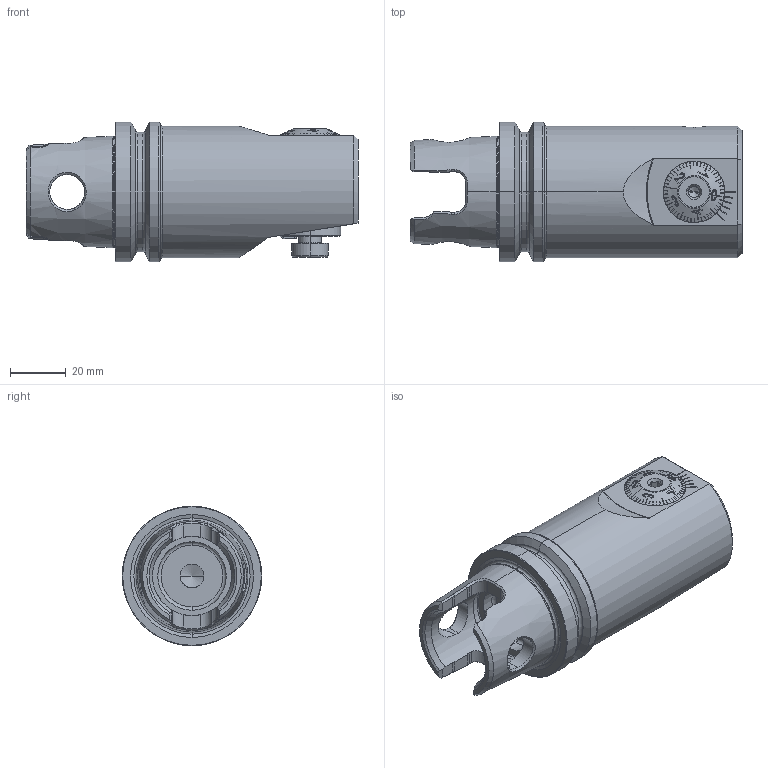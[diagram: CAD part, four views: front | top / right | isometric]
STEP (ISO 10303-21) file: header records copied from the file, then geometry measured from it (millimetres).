
FILE_DESCRIPTION (( 'STEP AP203' ), '1' );
FILE_NAME ('KM5.F42.051.090.STEP', '2024-08-27T07:40:58', ( '' ), ( '' ), 'SwSTEP 2.0', 'SolidWorks 2022', '' );
FILE_SCHEMA (( 'CONFIG_CONTROL_DESIGN' ));
Length unit declared in the file: millimetre
Products named in the file (16): Fxx-MAB.xxx.xxx_A_F42; F42-BG1.DA3.022_A; A42-BG2.013.005_B; DIN 3771 - 19x1.5; A42-BG3.011.030_D; F42-BG2.014.014_A; KM5.F42.051.090; A42-BG1.012.006_B; F42-BG1.DA4.022; ISO 4026 - M8 x 8_für.step; WCA-ER2.001.007_A; DIN 7984 - M8 x 12; A42-BG2.012.005_A; KM5-F42.AA3.090_A_bohrungen gefüllt; Klebstoff D8; A42-BG2.011.014_C
Assembly tree (15 placements, depth 3):
  KM5.F42.051.090
    KM5-F42.AA3.090_A_bohrungen gefüllt
    F42-BG1.DA4.022
      F42-BG1.DA3.022_A
      A42-BG2.011.014_C
      A42-BG2.012.005_A
      A42-BG2.013.005_B
      F42-BG2.014.014_A
      A42-BG1.012.006_B
      DIN 3771 - 19x1.5
      Fxx-MAB.xxx.xxx_A_F42
    WCA-ER2.001.007_A
    Klebstoff D8
    A42-BG3.011.030_D
    DIN 7984 - M8 x 12
    ISO 4026 - M8 x 8_für.step
Bounding box: 118.7 x 49.95 x 49.95 mm (x, y, z)
Volume: 149075.9 mm3; surface area: 37037.6 mm2
Topology: 14 solids, 14 shells, 795 faces, 2053 edges, 1291 vertices
Faces by surface type: plane 330, cone 176, cylinder 158, torus 66, bspline 63, sphere 2
Entity records: 30114 total; most frequent: CARTESIAN_POINT 10179, ORIENTED_EDGE 4070, DIRECTION 3432, EDGE_CURVE 2035, AXIS2_PLACEMENT_3D 1336, VERTEX_POINT 1291, EDGE_LOOP 848, FACE_OUTER_BOUND 795
